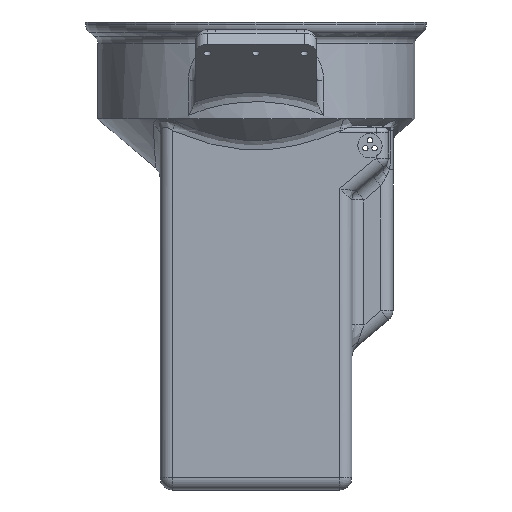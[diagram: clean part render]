
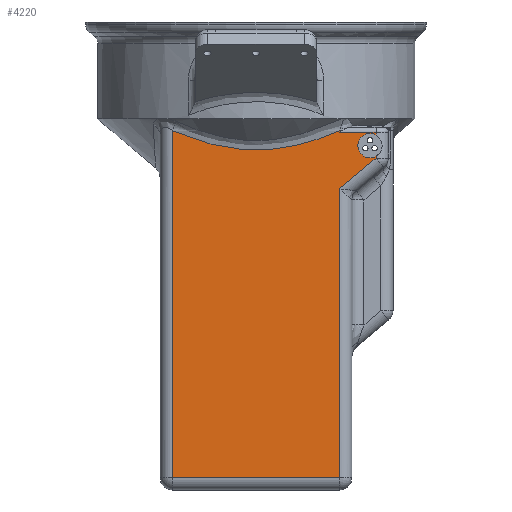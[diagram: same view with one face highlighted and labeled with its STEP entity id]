
A CAD part, left-side view. The second image highlights one B-rep face of the part: STEP entity #4220.
In plain terms, the highlighted planar face has unit normal (-1, 0, 0).
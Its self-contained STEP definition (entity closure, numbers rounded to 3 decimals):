
#191=PLANE('',#4571);
#336=FACE_OUTER_BOUND('',#630,.T.);
#630=EDGE_LOOP('',(#3065,#3066,#3067,#3068,#3069,#3070,#3071,#3072,#3073,
#3074,#3075));
#944=CIRCLE('',#4572,5.);
#945=CIRCLE('',#4573,5.);
#1193=B_SPLINE_CURVE_WITH_KNOTS('',3,(#7608,#7609,#7610,#7611,#7612,#7613,
#7614,#7615,#7616),.UNSPECIFIED.,.F.,.F.,(4,1,1,1,1,1,4),(-9.317,
-7.18,-6.112,-5.044,-3.976,
-2.907,-2.185),.UNSPECIFIED.);
#1335=LINE('',#7603,#1530);
#1336=LINE('',#7606,#1531);
#1337=LINE('',#7618,#1532);
#1338=LINE('',#7620,#1533);
#1339=LINE('',#7622,#1534);
#1340=LINE('',#7624,#1535);
#1341=LINE('',#7626,#1536);
#1342=LINE('',#7631,#1537);
#1530=VECTOR('',#5278,10.);
#1531=VECTOR('',#5281,10.);
#1532=VECTOR('',#5282,10.);
#1533=VECTOR('',#5283,10.);
#1534=VECTOR('',#5284,10.);
#1535=VECTOR('',#5285,10.);
#1536=VECTOR('',#5286,10.);
#1537=VECTOR('',#5291,10.);
#1821=VERTEX_POINT('',#7591);
#1822=VERTEX_POINT('',#7598);
#1823=VERTEX_POINT('',#7605);
#1824=VERTEX_POINT('',#7607);
#1825=VERTEX_POINT('',#7617);
#1826=VERTEX_POINT('',#7619);
#1827=VERTEX_POINT('',#7621);
#1828=VERTEX_POINT('',#7623);
#1829=VERTEX_POINT('',#7625);
#1830=VERTEX_POINT('',#7627);
#1831=VERTEX_POINT('',#7629);
#2280=EDGE_CURVE('',#1821,#1822,#1335,.T.);
#2281=EDGE_CURVE('',#1822,#1823,#1336,.T.);
#2282=EDGE_CURVE('',#1824,#1821,#1193,.T.);
#2283=EDGE_CURVE('',#1825,#1824,#1337,.T.);
#2284=EDGE_CURVE('',#1826,#1825,#1338,.T.);
#2285=EDGE_CURVE('',#1827,#1826,#1339,.T.);
#2286=EDGE_CURVE('',#1828,#1827,#1340,.T.);
#2287=EDGE_CURVE('',#1829,#1828,#1341,.T.);
#2288=EDGE_CURVE('',#1829,#1830,#944,.T.);
#2289=EDGE_CURVE('',#1830,#1831,#945,.T.);
#2290=EDGE_CURVE('',#1823,#1831,#1342,.T.);
#3065=ORIENTED_EDGE('',*,*,#2281,.F.);
#3066=ORIENTED_EDGE('',*,*,#2280,.F.);
#3067=ORIENTED_EDGE('',*,*,#2282,.F.);
#3068=ORIENTED_EDGE('',*,*,#2283,.F.);
#3069=ORIENTED_EDGE('',*,*,#2284,.F.);
#3070=ORIENTED_EDGE('',*,*,#2285,.F.);
#3071=ORIENTED_EDGE('',*,*,#2286,.F.);
#3072=ORIENTED_EDGE('',*,*,#2287,.F.);
#3073=ORIENTED_EDGE('',*,*,#2288,.T.);
#3074=ORIENTED_EDGE('',*,*,#2289,.T.);
#3075=ORIENTED_EDGE('',*,*,#2290,.F.);
#4220=ADVANCED_FACE('',(#336),#191,.T.);
#4571=AXIS2_PLACEMENT_3D('',#7604,#5279,#5280);
#4572=AXIS2_PLACEMENT_3D('',#7628,#5287,#5288);
#4573=AXIS2_PLACEMENT_3D('',#7630,#5289,#5290);
#5278=DIRECTION('',(0.,0.,-1.));
#5279=DIRECTION('center_axis',(-1.,0.,0.));
#5280=DIRECTION('ref_axis',(0.,-1.,0.));
#5281=DIRECTION('',(0.,-1.,0.));
#5282=DIRECTION('',(0.,0.,1.));
#5283=DIRECTION('',(0.,1.,0.));
#5284=DIRECTION('',(0.,0.,-1.));
#5285=DIRECTION('',(0.,0.766,-0.643));
#5286=DIRECTION('',(0.,0.,-1.));
#5287=DIRECTION('center_axis',(1.,0.,0.));
#5288=DIRECTION('ref_axis',(0.,-1.,0.));
#5289=DIRECTION('center_axis',(1.,0.,0.));
#5290=DIRECTION('ref_axis',(0.,-1.,0.));
#5291=DIRECTION('',(0.,0.,-1.));
#7591=CARTESIAN_POINT('',(-53.,-34.5,145.139));
#7598=CARTESIAN_POINT('',(-53.,-34.5,144.518));
#7603=CARTESIAN_POINT('',(-53.,-34.5,0.));
#7604=CARTESIAN_POINT('Origin',(-53.,36.5,0.));
#7605=CARTESIAN_POINT('',(-53.,-49.5,144.518));
#7606=CARTESIAN_POINT('',(-53.,-1.5,144.518));
#7607=CARTESIAN_POINT('',(-53.,34.5,145.139));
#7608=CARTESIAN_POINT('Ctrl Pts',(-53.,34.5,145.139));
#7609=CARTESIAN_POINT('Ctrl Pts',(-53.,27.956,142.331));
#7610=CARTESIAN_POINT('Ctrl Pts',(-53.,17.791,138.847));
#7611=CARTESIAN_POINT('Ctrl Pts',(-53.,3.623,136.995));
#7612=CARTESIAN_POINT('Ctrl Pts',(-53.,-7.086,137.272));
#7613=CARTESIAN_POINT('Ctrl Pts',(-53.,-17.629,139.149));
#7614=CARTESIAN_POINT('Ctrl Pts',(-53.,-26.742,141.978));
#7615=CARTESIAN_POINT('Ctrl Pts',(-53.,-32.287,144.189));
#7616=CARTESIAN_POINT('Ctrl Pts',(-53.,-34.5,145.139));
#7617=CARTESIAN_POINT('',(-53.,34.5,2.));
#7618=CARTESIAN_POINT('',(-53.,34.5,0.));
#7619=CARTESIAN_POINT('',(-53.,-34.5,2.));
#7620=CARTESIAN_POINT('',(-53.,18.25,2.));
#7621=CARTESIAN_POINT('',(-53.,-34.5,121.263));
#7622=CARTESIAN_POINT('',(-53.,-34.5,0.));
#7623=CARTESIAN_POINT('',(-53.,-49.5,133.85));
#7624=CARTESIAN_POINT('',(-53.,7.794,85.774));
#7625=CARTESIAN_POINT('',(-53.,-49.5,134.688));
#7626=CARTESIAN_POINT('',(-53.,-49.5,73.259));
#7627=CARTESIAN_POINT('',(-53.,-42.,139.018));
#7628=CARTESIAN_POINT('Origin',(-53.,-47.,139.018));
#7629=CARTESIAN_POINT('',(-53.,-49.5,143.348));
#7630=CARTESIAN_POINT('Origin',(-53.,-47.,139.018));
#7631=CARTESIAN_POINT('',(-53.,-49.5,73.259));
